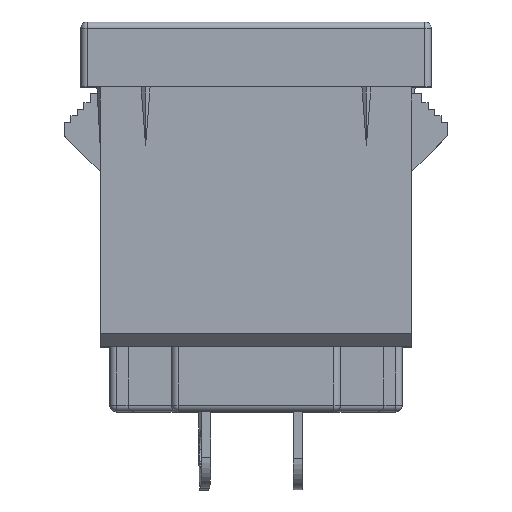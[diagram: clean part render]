
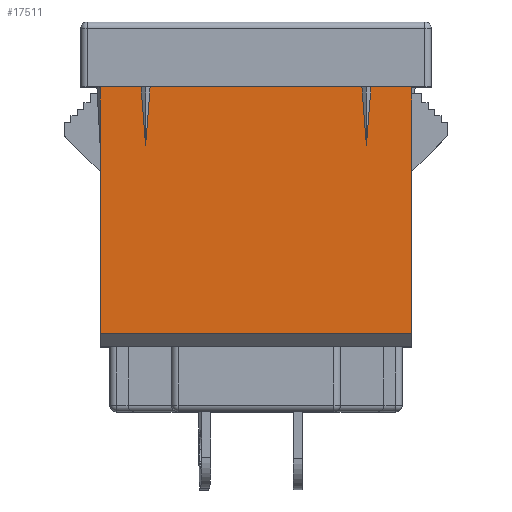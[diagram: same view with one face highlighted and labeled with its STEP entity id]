
A CAD part, top view. The second image highlights one B-rep face of the part: STEP entity #17511.
In plain terms, the highlighted planar face has unit normal (0, 0, 1).
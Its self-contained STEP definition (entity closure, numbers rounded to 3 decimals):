
#237 = CARTESIAN_POINT ( 'NONE',  ( 5.233, -1.5, -1.5 ) ) ;
#374 = VECTOR ( 'NONE', #4321, 1000. ) ;
#788 = VERTEX_POINT ( 'NONE', #4932 ) ;
#1011 = CARTESIAN_POINT ( 'NONE',  ( 25.5, 0., -1.5 ) ) ;
#1108 = VECTOR ( 'NONE', #2986, 1000. ) ;
#1295 = CARTESIAN_POINT ( 'NONE',  ( 25.5, 0., -1.5 ) ) ;
#1498 = EDGE_CURVE ( 'NONE', #11885, #788, #4218, .T. ) ;
#2064 = EDGE_CURVE ( 'NONE', #11885, #10275, #5474, .T. ) ;
#2369 = DIRECTION ( 'NONE',  ( -1., 0., 0. ) ) ;
#2455 = ORIENTED_EDGE ( 'NONE', *, *, #19220, .F. ) ;
#2674 = CARTESIAN_POINT ( 'NONE',  ( 22., -4.5, -1.5 ) ) ;
#2895 = VECTOR ( 'NONE', #5490, 1000. ) ;
#2986 = DIRECTION ( 'NONE',  ( 1., 0., 0. ) ) ;
#3348 = VERTEX_POINT ( 'NONE', #14591 ) ;
#3455 = VECTOR ( 'NONE', #3838, 1000. ) ;
#3490 = VERTEX_POINT ( 'NONE', #19827 ) ;
#3838 = DIRECTION ( 'NONE',  ( -1., 0., 0. ) ) ;
#3848 = CARTESIAN_POINT ( 'NONE',  ( 5., -4.5, -1.5 ) ) ;
#3857 = EDGE_CURVE ( 'NONE', #11382, #14740, #12206, .T. ) ;
#4218 = LINE ( 'NONE', #15799, #374 ) ;
#4321 = DIRECTION ( 'NONE',  ( 0., 1., 0. ) ) ;
#4450 = VECTOR ( 'NONE', #2369, 1000. ) ;
#4599 = DIRECTION ( 'NONE',  ( -1., 0., 0. ) ) ;
#4829 = EDGE_CURVE ( 'NONE', #3348, #13612, #20887, .T. ) ;
#4932 = CARTESIAN_POINT ( 'NONE',  ( 1.5, 0., -1.5 ) ) ;
#5224 = CARTESIAN_POINT ( 'NONE',  ( 4.65, 0., -1.5 ) ) ;
#5474 = LINE ( 'NONE', #11204, #1108 ) ;
#5480 = CARTESIAN_POINT ( 'NONE',  ( 22., -4.5, -1.5 ) ) ;
#5490 = DIRECTION ( 'NONE',  ( 0., 1., 0. ) ) ;
#5545 = VERTEX_POINT ( 'NONE', #18187 ) ;
#6036 = ORIENTED_EDGE ( 'NONE', *, *, #4829, .T. ) ;
#6082 = ORIENTED_EDGE ( 'NONE', *, *, #20453, .F. ) ;
#6362 = ORIENTED_EDGE ( 'NONE', *, *, #1498, .F. ) ;
#6557 = PLANE ( 'NONE',  #9036 ) ;
#6943 = CARTESIAN_POINT ( 'NONE',  ( 5.35, 0., -1.5 ) ) ;
#8418 = CARTESIAN_POINT ( 'NONE',  ( 5.117, -3., -1.5 ) ) ;
#8482 = ORIENTED_EDGE ( 'NONE', *, *, #12792, .T. ) ;
#8724 = CARTESIAN_POINT ( 'NONE',  ( 4.65, 0., -1.5 ) ) ;
#8779 = CARTESIAN_POINT ( 'NONE',  ( 21.883, -3., -1.5 ) ) ;
#8978 = ORIENTED_EDGE ( 'NONE', *, *, #3857, .T. ) ;
#9036 = AXIS2_PLACEMENT_3D ( 'NONE', #18003, #19703, #9898 ) ;
#9610 = ORIENTED_EDGE ( 'NONE', *, *, #10049, .T. ) ;
#9898 = DIRECTION ( 'NONE',  ( 1., 0., 0. ) ) ;
#10022 = CARTESIAN_POINT ( 'NONE',  ( 5., -4.5, -1.5 ) ) ;
#10049 = EDGE_CURVE ( 'NONE', #11465, #788, #15995, .T. ) ;
#10275 = VERTEX_POINT ( 'NONE', #18196 ) ;
#10467 = CARTESIAN_POINT ( 'NONE',  ( 21.65, 0., -1.5 ) ) ;
#10868 = CARTESIAN_POINT ( 'NONE',  ( 22.35, 0., -1.5 ) ) ;
#11179 = ORIENTED_EDGE ( 'NONE', *, *, #12202, .T. ) ;
#11204 = CARTESIAN_POINT ( 'NONE',  ( 25.5, -19., -1.5 ) ) ;
#11274 = CARTESIAN_POINT ( 'NONE',  ( 1.5, -19., -1.5 ) ) ;
#11382 = VERTEX_POINT ( 'NONE', #15032 ) ;
#11465 = VERTEX_POINT ( 'NONE', #5224 ) ;
#11676 = LINE ( 'NONE', #18595, #2895 ) ;
#11707 = B_SPLINE_CURVE_WITH_KNOTS ( 'NONE', 3,
 ( #8724, #20203, #13666, #3848 ),
 .UNSPECIFIED., .F., .F.,
 ( 4, 4 ),
 ( 0., 1. ),
 .UNSPECIFIED. ) ;
#11765 = CARTESIAN_POINT ( 'NONE',  ( 5.35, 0., -1.5 ) ) ;
#11885 = VERTEX_POINT ( 'NONE', #11274 ) ;
#12174 = ORIENTED_EDGE ( 'NONE', *, *, #18922, .T. ) ;
#12202 = EDGE_CURVE ( 'NONE', #3490, #11382, #19437, .T. ) ;
#12206 = LINE ( 'NONE', #1011, #3455 ) ;
#12224 = CARTESIAN_POINT ( 'NONE',  ( 25.5, 0., -1.5 ) ) ;
#12516 = CARTESIAN_POINT ( 'NONE',  ( 22.117, -3., -1.5 ) ) ;
#12792 = EDGE_CURVE ( 'NONE', #10275, #3348, #11676, .T. ) ;
#13612 = VERTEX_POINT ( 'NONE', #10868 ) ;
#13666 = CARTESIAN_POINT ( 'NONE',  ( 4.883, -3., -1.5 ) ) ;
#14549 = B_SPLINE_CURVE_WITH_KNOTS ( 'NONE', 3,
 ( #17353, #20678, #12516, #2674 ),
 .UNSPECIFIED., .F., .F.,
 ( 4, 4 ),
 ( 0., 1. ),
 .UNSPECIFIED. ) ;
#14591 = CARTESIAN_POINT ( 'NONE',  ( 25.5, 0., -1.5 ) ) ;
#14740 = VERTEX_POINT ( 'NONE', #6943 ) ;
#15032 = CARTESIAN_POINT ( 'NONE',  ( 21.65, 0., -1.5 ) ) ;
#15799 = CARTESIAN_POINT ( 'NONE',  ( 1.5, -20., -1.5 ) ) ;
#15912 = FACE_OUTER_BOUND ( 'NONE', #17074, .T. ) ;
#15995 = LINE ( 'NONE', #1295, #20368 ) ;
#17074 = EDGE_LOOP ( 'NONE', ( #8482, #6036, #12174, #11179, #8978, #2455, #6082, #9610, #6362, #20847 ) ) ;
#17353 = CARTESIAN_POINT ( 'NONE',  ( 22.35, 0., -1.5 ) ) ;
#17511 = ADVANCED_FACE ( 'NONE', ( #15912 ), #6557, .T. ) ;
#18003 = CARTESIAN_POINT ( 'NONE',  ( 1.5, 0., -1.5 ) ) ;
#18187 = CARTESIAN_POINT ( 'NONE',  ( 5., -4.5, -1.5 ) ) ;
#18196 = CARTESIAN_POINT ( 'NONE',  ( 25.5, -19., -1.5 ) ) ;
#18595 = CARTESIAN_POINT ( 'NONE',  ( 25.5, -20., -1.5 ) ) ;
#18922 = EDGE_CURVE ( 'NONE', #13612, #3490, #14549, .T. ) ;
#19220 = EDGE_CURVE ( 'NONE', #5545, #14740, #19961, .T. ) ;
#19437 = B_SPLINE_CURVE_WITH_KNOTS ( 'NONE', 3,
 ( #5480, #8779, #20263, #10467 ),
 .UNSPECIFIED., .F., .F.,
 ( 4, 4 ),
 ( 0., 1. ),
 .UNSPECIFIED. ) ;
#19703 = DIRECTION ( 'NONE',  ( 0., 0., 1. ) ) ;
#19827 = CARTESIAN_POINT ( 'NONE',  ( 22., -4.5, -1.5 ) ) ;
#19961 = B_SPLINE_CURVE_WITH_KNOTS ( 'NONE', 3,
 ( #10022, #8418, #237, #11765 ),
 .UNSPECIFIED., .F., .F.,
 ( 4, 4 ),
 ( 0., 1. ),
 .UNSPECIFIED. ) ;
#20203 = CARTESIAN_POINT ( 'NONE',  ( 4.767, -1.5, -1.5 ) ) ;
#20263 = CARTESIAN_POINT ( 'NONE',  ( 21.767, -1.5, -1.5 ) ) ;
#20368 = VECTOR ( 'NONE', #4599, 1000. ) ;
#20453 = EDGE_CURVE ( 'NONE', #11465, #5545, #11707, .T. ) ;
#20678 = CARTESIAN_POINT ( 'NONE',  ( 22.233, -1.5, -1.5 ) ) ;
#20847 = ORIENTED_EDGE ( 'NONE', *, *, #2064, .T. ) ;
#20887 = LINE ( 'NONE', #12224, #4450 ) ;
